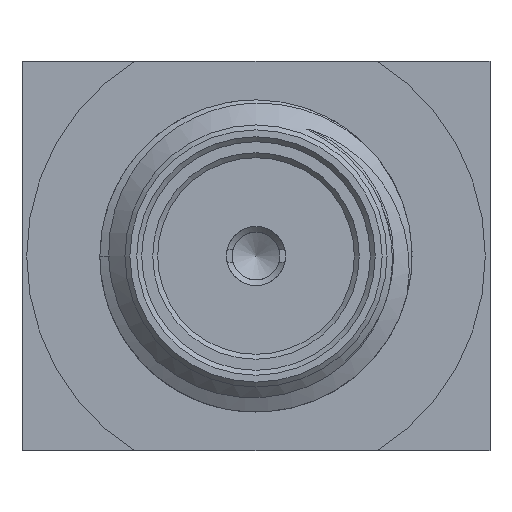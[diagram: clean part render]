
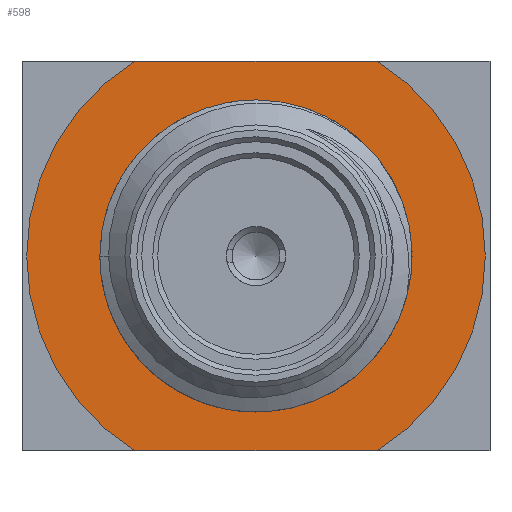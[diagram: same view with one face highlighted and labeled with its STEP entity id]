
A CAD part, left-side view. The second image highlights one B-rep face of the part: STEP entity #598.
In plain terms, the highlighted planar face has unit normal (-1, 0, 0).
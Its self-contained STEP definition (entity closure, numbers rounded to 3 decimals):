
#108 = VERTEX_POINT('',#109);
#109 = CARTESIAN_POINT('',(-5.9,2.466,4.35));
#115 = EDGE_CURVE('',#108,#116,#118,.T.);
#116 = VERTEX_POINT('',#117);
#117 = CARTESIAN_POINT('',(-5.9,-2.466,4.35));
#118 = LINE('',#119,#120);
#119 = CARTESIAN_POINT('',(-5.9,-2.38,4.35));
#120 = VECTOR('',#121,1.);
#121 = DIRECTION('',(0.,-1.,0.));
#283 = VERTEX_POINT('',#284);
#284 = CARTESIAN_POINT('',(-5.9,-2.466,-3.57));
#290 = EDGE_CURVE('',#283,#291,#293,.T.);
#291 = VERTEX_POINT('',#292);
#292 = CARTESIAN_POINT('',(-5.9,2.466,-3.57));
#293 = LINE('',#294,#295);
#294 = CARTESIAN_POINT('',(-5.9,2.38,-3.57));
#295 = VECTOR('',#296,1.);
#296 = DIRECTION('',(0.,1.,0.));
#585 = EDGE_CURVE('',#283,#116,#586,.T.);
#586 = CIRCLE('',#587,4.665);
#587 = AXIS2_PLACEMENT_3D('',#588,#589,#590);
#588 = CARTESIAN_POINT('',(-5.9,0.,0.39));
#589 = DIRECTION('',(-1.,0.,0.));
#590 = DIRECTION('',(0.,0.,1.));
#598 = ADVANCED_FACE('',(#599,#611),#622,.F.);
#599 = FACE_BOUND('',#600,.T.);
#600 = EDGE_LOOP('',(#601,#602,#609,#610));
#601 = ORIENTED_EDGE('',*,*,#115,.F.);
#602 = ORIENTED_EDGE('',*,*,#603,.T.);
#603 = EDGE_CURVE('',#108,#291,#604,.T.);
#604 = CIRCLE('',#605,4.665);
#605 = AXIS2_PLACEMENT_3D('',#606,#607,#608);
#606 = CARTESIAN_POINT('',(-5.9,0.,0.39));
#607 = DIRECTION('',(-1.,0.,0.));
#608 = DIRECTION('',(0.,0.,1.));
#609 = ORIENTED_EDGE('',*,*,#290,.F.);
#610 = ORIENTED_EDGE('',*,*,#585,.T.);
#611 = FACE_BOUND('',#612,.T.);
#612 = EDGE_LOOP('',(#613));
#613 = ORIENTED_EDGE('',*,*,#614,.F.);
#614 = EDGE_CURVE('',#615,#615,#617,.T.);
#615 = VERTEX_POINT('',#616);
#616 = CARTESIAN_POINT('',(-5.9,0.,3.565));
#617 = CIRCLE('',#618,3.175);
#618 = AXIS2_PLACEMENT_3D('',#619,#620,#621);
#619 = CARTESIAN_POINT('',(-5.9,0.,0.39));
#620 = DIRECTION('',(-1.,0.,0.));
#621 = DIRECTION('',(0.,0.,1.));
#622 = PLANE('',#623);
#623 = AXIS2_PLACEMENT_3D('',#624,#625,#626);
#624 = CARTESIAN_POINT('',(-5.9,0.,0.39));
#625 = DIRECTION('',(1.,0.,0.));
#626 = DIRECTION('',(0.,0.,-1.));
